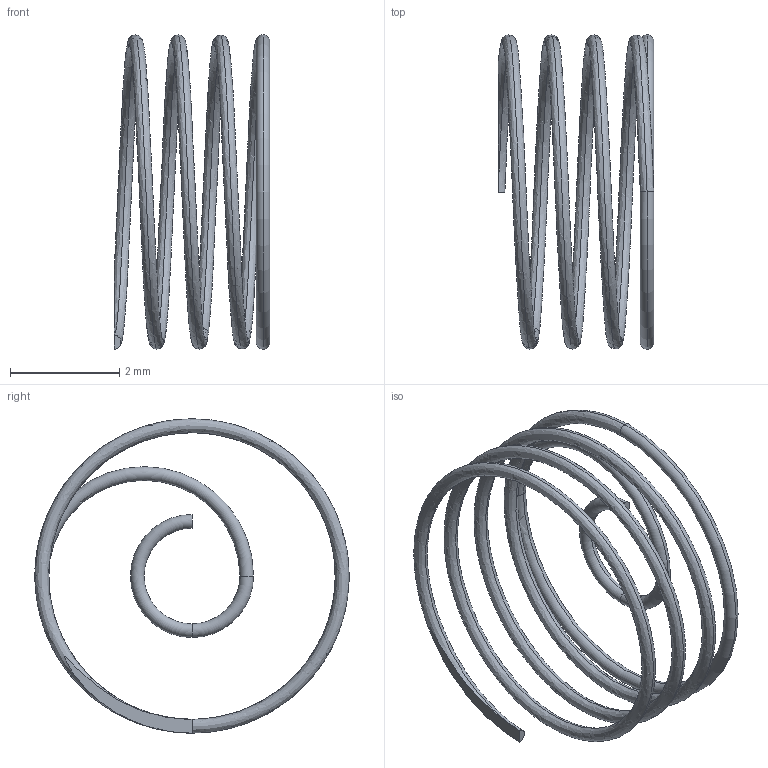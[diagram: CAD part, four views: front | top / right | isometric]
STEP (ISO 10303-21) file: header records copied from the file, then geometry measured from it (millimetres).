
FILE_DESCRIPTION (( 'STEP AP214' ), '1' );
FILE_NAME ('Drum - Lock Spring.STEP', '2025-07-06T08:35:01', ( '' ), ( '' ), 'SwSTEP 2.0', 'SolidWorks 2025', '' );
FILE_SCHEMA (( 'AUTOMOTIVE_DESIGN' ));
Length unit declared in the file: millimetre
Products named in the file (1): Drum - Lock Spring
Bounding box: 2.85 x 5.75 x 5.75 mm (x, y, z)
Volume: 4.1 mm3; surface area: 65.1 mm2
Topology: 1 solids, 1 shells, 13 faces, 26 edges, 14 vertices
Faces by surface type: torus 8, plane 3, bspline 2
Entity records: 1211 total; most frequent: CARTESIAN_POINT 907, DIRECTION 65, ORIENTED_EDGE 52, AXIS2_PLACEMENT_3D 32, EDGE_CURVE 26, CIRCLE 20, VERTEX_POINT 14, EDGE_LOOP 14
